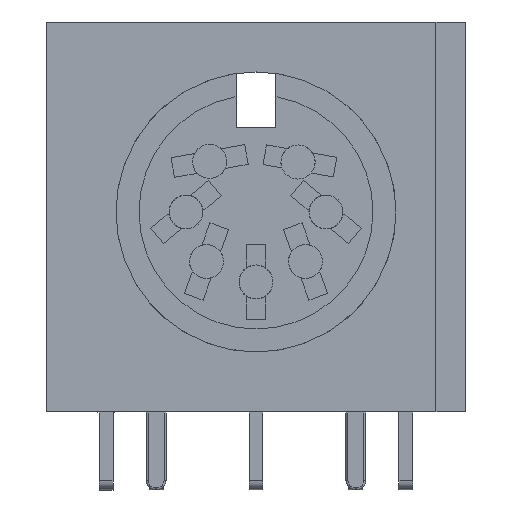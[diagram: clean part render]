
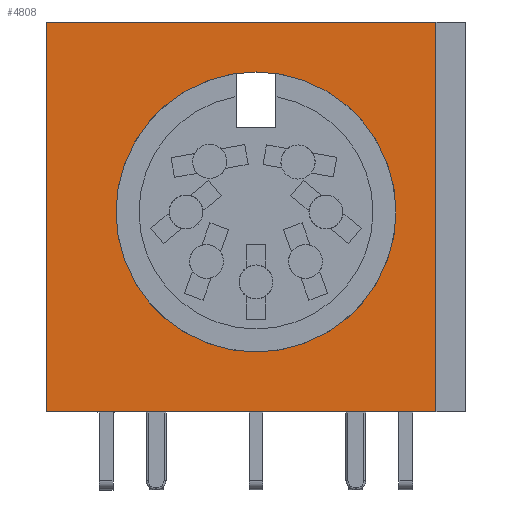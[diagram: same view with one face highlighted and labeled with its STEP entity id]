
A CAD part, front view. The second image highlights one B-rep face of the part: STEP entity #4808.
In plain terms, the highlighted planar face has unit normal (0, -1, 0).
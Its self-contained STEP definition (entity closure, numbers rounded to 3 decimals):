
#108=FACE_BOUND('',#750,.T.);
#237=CIRCLE('',#5211,7.);
#466=FACE_OUTER_BOUND('',#749,.T.);
#749=EDGE_LOOP('',(#3934,#3935,#3936,#3937));
#750=EDGE_LOOP('',(#3938));
#1147=LINE('',#7591,#1683);
#1153=LINE('',#7603,#1689);
#1235=LINE('',#7785,#1771);
#1236=LINE('',#7787,#1772);
#1683=VECTOR('',#6115,1.);
#1689=VECTOR('',#6125,1.);
#1771=VECTOR('',#6313,1.);
#1772=VECTOR('',#6316,1.);
#2183=VERTEX_POINT('',#7580);
#2186=VERTEX_POINT('',#7588);
#2187=VERTEX_POINT('',#7590);
#2190=VERTEX_POINT('',#7601);
#2191=VERTEX_POINT('',#7602);
#2736=EDGE_CURVE('',#2183,#2183,#237,.T.);
#2739=EDGE_CURVE('',#2186,#2187,#1147,.T.);
#2745=EDGE_CURVE('',#2190,#2191,#1153,.T.);
#2842=EDGE_CURVE('',#2186,#2191,#1235,.T.);
#2843=EDGE_CURVE('',#2187,#2190,#1236,.T.);
#3934=ORIENTED_EDGE('',*,*,#2843,.F.);
#3935=ORIENTED_EDGE('',*,*,#2739,.F.);
#3936=ORIENTED_EDGE('',*,*,#2842,.T.);
#3937=ORIENTED_EDGE('',*,*,#2745,.F.);
#3938=ORIENTED_EDGE('',*,*,#2736,.F.);
#4574=PLANE('',#5269);
#4808=ADVANCED_FACE('',(#466,#108),#4574,.F.);
#5211=AXIS2_PLACEMENT_3D('',#7582,#6107,#6108);
#5269=AXIS2_PLACEMENT_3D('',#7786,#6314,#6315);
#6107=DIRECTION('center_axis',(0.,-1.,0.));
#6108=DIRECTION('ref_axis',(1.,0.,0.));
#6115=DIRECTION('',(-1.,0.,0.));
#6125=DIRECTION('',(1.,0.,0.));
#6313=DIRECTION('',(0.,0.,1.));
#6314=DIRECTION('center_axis',(0.,1.,0.));
#6315=DIRECTION('ref_axis',(0.,0.,1.));
#6316=DIRECTION('',(0.,0.,1.));
#7580=CARTESIAN_POINT('',(-7.,0.,0.));
#7582=CARTESIAN_POINT('Origin',(0.,0.,0.));
#7588=CARTESIAN_POINT('',(9.,0.,-10.));
#7590=CARTESIAN_POINT('',(-10.5,0.,-10.));
#7591=CARTESIAN_POINT('',(10.5,0.,-10.));
#7601=CARTESIAN_POINT('',(-10.5,0.,9.5));
#7602=CARTESIAN_POINT('',(9.,0.,9.5));
#7603=CARTESIAN_POINT('',(-10.5,0.,9.5));
#7785=CARTESIAN_POINT('',(9.,0.,-10.));
#7786=CARTESIAN_POINT('Origin',(0.,0.,-0.25));
#7787=CARTESIAN_POINT('',(-10.5,0.,-10.));
